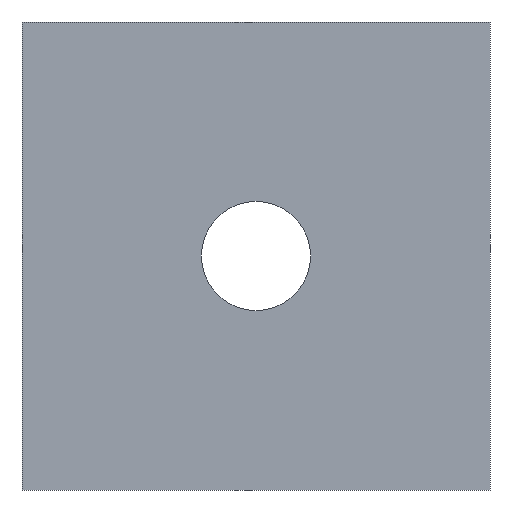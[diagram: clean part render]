
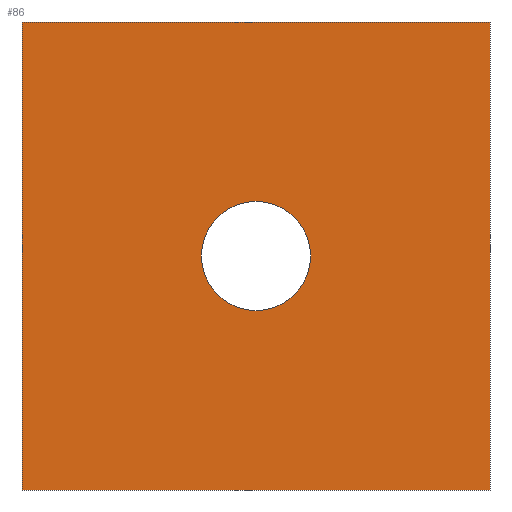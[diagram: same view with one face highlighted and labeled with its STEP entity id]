
A CAD part, front view. The second image highlights one B-rep face of the part: STEP entity #86.
In plain terms, the highlighted planar face has unit normal (0, -1, 0).
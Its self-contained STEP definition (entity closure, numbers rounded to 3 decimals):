
#8 = EDGE_CURVE ( 'NONE', #184, #176, #169, .T. ) ;
#9 = EDGE_CURVE ( 'NONE', #224, #195, #171, .T. ) ;
#21 = DIRECTION ( 'NONE',  ( 1., 0., 0. ) ) ;
#30 = DIRECTION ( 'NONE',  ( 0., 0., 1. ) ) ;
#32 = DIRECTION ( 'NONE',  ( 0., 0., 1. ) ) ;
#34 = CARTESIAN_POINT ( 'NONE',  ( 0., -858.048, -2380.312 ) ) ;
#35 = CARTESIAN_POINT ( 'NONE',  ( -18., -858.048, -2380.312 ) ) ;
#37 = CARTESIAN_POINT ( 'NONE',  ( 0., -858.048, -2398.312 ) ) ;
#38 = CARTESIAN_POINT ( 'NONE',  ( -18., -858.048, -2398.312 ) ) ;
#39 = CARTESIAN_POINT ( 'NONE',  ( -18., -858.048, -2380.312 ) ) ;
#42 = CARTESIAN_POINT ( 'NONE',  ( -9., -858.048, -2387.212 ) ) ;
#44 = CARTESIAN_POINT ( 'NONE',  ( -18., -858.048, -2380.312 ) ) ;
#45 = CARTESIAN_POINT ( 'NONE',  ( -9., -858.048, -2391.412 ) ) ;
#46 = CARTESIAN_POINT ( 'NONE',  ( 0., -858.048, -2380.312 ) ) ;
#52 = DIRECTION ( 'NONE',  ( 0., 0., 1. ) ) ;
#53 = DIRECTION ( 'NONE',  ( 0., 1., 0. ) ) ;
#59 = CARTESIAN_POINT ( 'NONE',  ( -18., -858.048, -2380.312 ) ) ;
#61 = PLANE ( 'NONE',  #280 ) ;
#86 = ADVANCED_FACE ( 'NONE', ( #155, #152 ), #61, .F. ) ;
#135 = VECTOR ( 'NONE', #263, 1000. ) ;
#137 = LINE ( 'NONE', #267, #135 ) ;
#139 = CIRCLE ( 'NONE', #268, 2.1 ) ;
#143 = CIRCLE ( 'NONE', #269, 2.1 ) ;
#145 = VECTOR ( 'NONE', #21, 1000. ) ;
#147 = LINE ( 'NONE', #35, #145 ) ;
#152 = FACE_OUTER_BOUND ( 'NONE', #198, .T. ) ;
#155 = FACE_BOUND ( 'NONE', #193, .T. ) ;
#164 = VECTOR ( 'NONE', #30, 1000. ) ;
#166 = VECTOR ( 'NONE', #32, 1000. ) ;
#169 = LINE ( 'NONE', #34, #166 ) ;
#171 = LINE ( 'NONE', #44, #164 ) ;
#176 = VERTEX_POINT ( 'NONE', #46 ) ;
#177 = VERTEX_POINT ( 'NONE', #42 ) ;
#178 = VERTEX_POINT ( 'NONE', #45 ) ;
#184 = VERTEX_POINT ( 'NONE', #37 ) ;
#193 = EDGE_LOOP ( 'NONE', ( #211, #210 ) ) ;
#195 = VERTEX_POINT ( 'NONE', #39 ) ;
#198 = EDGE_LOOP ( 'NONE', ( #209, #208, #207, #206 ) ) ;
#206 = ORIENTED_EDGE ( 'NONE', *, *, #308, .T. ) ;
#207 = ORIENTED_EDGE ( 'NONE', *, *, #9, .F. ) ;
#208 = ORIENTED_EDGE ( 'NONE', *, *, #276, .F. ) ;
#209 = ORIENTED_EDGE ( 'NONE', *, *, #8, .T. ) ;
#210 = ORIENTED_EDGE ( 'NONE', *, *, #284, .T. ) ;
#211 = ORIENTED_EDGE ( 'NONE', *, *, #307, .T. ) ;
#224 = VERTEX_POINT ( 'NONE', #38 ) ;
#257 = CARTESIAN_POINT ( 'NONE',  ( -9., -858.048, -2389.312 ) ) ;
#258 = DIRECTION ( 'NONE',  ( 0., 0., 1. ) ) ;
#259 = DIRECTION ( 'NONE',  ( 0., 1., 0. ) ) ;
#263 = DIRECTION ( 'NONE',  ( 1., 0., 0. ) ) ;
#264 = DIRECTION ( 'NONE',  ( 0., 0., 1. ) ) ;
#265 = DIRECTION ( 'NONE',  ( 0., 1., 0. ) ) ;
#266 = CARTESIAN_POINT ( 'NONE',  ( -9., -858.048, -2389.312 ) ) ;
#267 = CARTESIAN_POINT ( 'NONE',  ( -18., -858.048, -2398.312 ) ) ;
#268 = AXIS2_PLACEMENT_3D ( 'NONE', #266, #265, #264 ) ;
#269 = AXIS2_PLACEMENT_3D ( 'NONE', #257, #259, #258 ) ;
#276 = EDGE_CURVE ( 'NONE', #195, #176, #147, .T. ) ;
#280 = AXIS2_PLACEMENT_3D ( 'NONE', #59, #53, #52 ) ;
#284 = EDGE_CURVE ( 'NONE', #178, #177, #143, .T. ) ;
#307 = EDGE_CURVE ( 'NONE', #177, #178, #139, .T. ) ;
#308 = EDGE_CURVE ( 'NONE', #224, #184, #137, .T. ) ;
